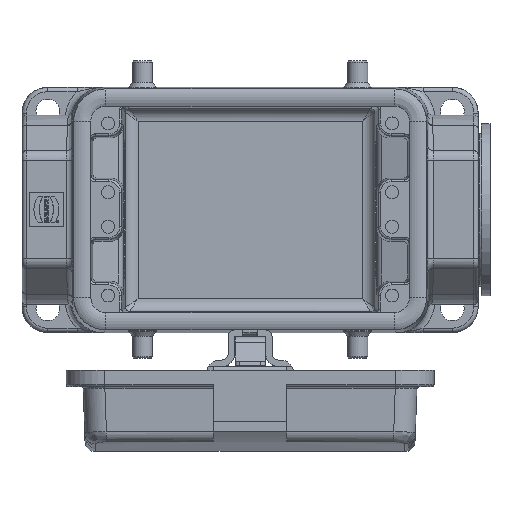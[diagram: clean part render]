
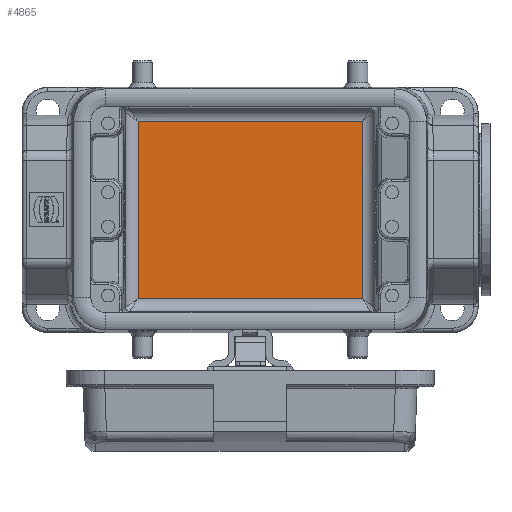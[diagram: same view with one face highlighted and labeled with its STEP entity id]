
A CAD part, top view. The second image highlights one B-rep face of the part: STEP entity #4865.
In plain terms, the highlighted planar face has unit normal (0, 0, 1).
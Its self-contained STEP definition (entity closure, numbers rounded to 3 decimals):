
#4748=CARTESIAN_POINT('',(26.037,20.629,-65.0));
#4749=VERTEX_POINT('',#4748);
#4791=CARTESIAN_POINT('',(-26.037,20.629,-65.0));
#4792=VERTEX_POINT('',#4791);
#4793=CARTESIAN_POINT('',(-26.037,20.629,-65.0));
#4794=DIRECTION('',(1.0,0.0,0.0));
#4795=VECTOR('',#4794,52.073);
#4796=LINE('',#4793,#4795);
#4797=EDGE_CURVE('',#4792,#4749,#4796,.T.);
#4835=CARTESIAN_POINT('',(-29.,24.335,-65.0));
#4836=DIRECTION('',(0.0,0.0,-1.0));
#4837=DIRECTION('',(-1.0,0.0,0.0));
#4838=AXIS2_PLACEMENT_3D('',#4835,#4836,#4837);
#4839=PLANE('',#4838);
#4840=CARTESIAN_POINT('',(26.037,-20.629,-65.));
#4841=VERTEX_POINT('',#4840);
#4842=CARTESIAN_POINT('',(26.037,20.629,-65.0));
#4843=DIRECTION('',(0.0,-1.0,0.0));
#4844=VECTOR('',#4843,41.259);
#4845=LINE('',#4842,#4844);
#4846=EDGE_CURVE('',#4749,#4841,#4845,.T.);
#4847=ORIENTED_EDGE('',*,*,#4846,.F.);
#4848=ORIENTED_EDGE('',*,*,#4797,.F.);
#4849=CARTESIAN_POINT('',(-26.037,-20.629,-65.));
#4850=VERTEX_POINT('',#4849);
#4851=CARTESIAN_POINT('',(-26.037,-20.629,-65.));
#4852=DIRECTION('',(0.0,1.0,0.0));
#4853=VECTOR('',#4852,41.259);
#4854=LINE('',#4851,#4853);
#4855=EDGE_CURVE('',#4850,#4792,#4854,.T.);
#4856=ORIENTED_EDGE('',*,*,#4855,.F.);
#4857=CARTESIAN_POINT('',(26.037,-20.629,-65.));
#4858=DIRECTION('',(-1.0,0.0,0.0));
#4859=VECTOR('',#4858,52.073);
#4860=LINE('',#4857,#4859);
#4861=EDGE_CURVE('',#4841,#4850,#4860,.T.);
#4862=ORIENTED_EDGE('',*,*,#4861,.F.);
#4863=EDGE_LOOP('',(#4847,#4848,#4856,#4862));
#4864=FACE_OUTER_BOUND('',#4863,.T.);
#4865=ADVANCED_FACE('',(#4864),#4839,.F.);
